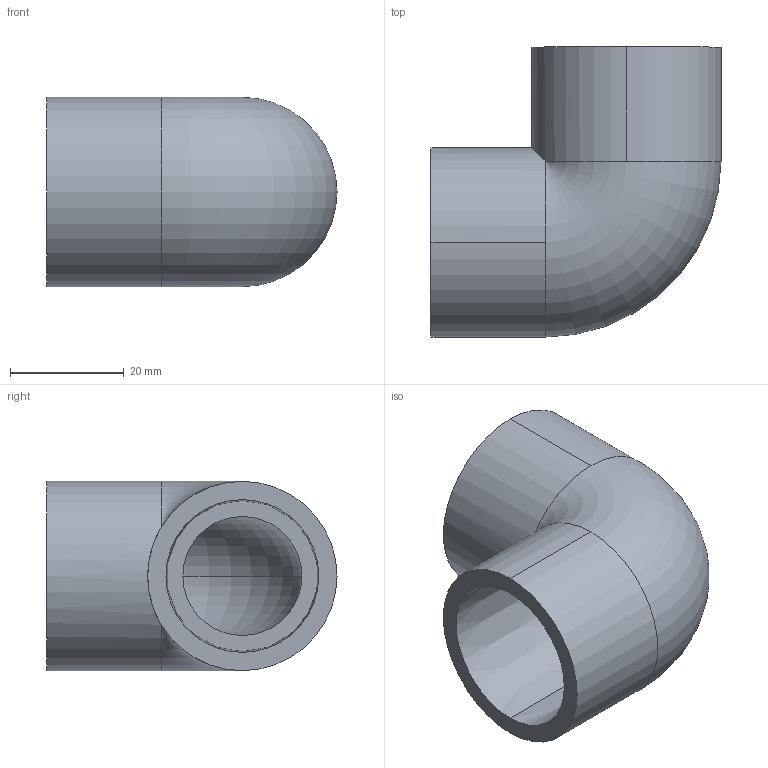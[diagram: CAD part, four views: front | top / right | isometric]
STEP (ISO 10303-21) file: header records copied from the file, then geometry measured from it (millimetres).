
FILE_DESCRIPTION (( 'STEP AP214' ), '1' );
FILE_NAME ('am-4281_2_Black 90deg PVC Elbow Black.STEP', '2020-09-09T19:31:39', ( '' ), ( '' ), 'SwSTEP 2.0', 'SolidWorks 2019', '' );
FILE_SCHEMA (( 'AUTOMOTIVE_DESIGN' ));
Length unit declared in the file: inch
Products named in the file (1): am-4281_2_Black 90deg PVC Elbow Black
Bounding box: 50.98 x 50.98 x 33.27 mm (x, y, z)
Volume: 24164.4 mm3; surface area: 12395.8 mm2
Topology: 1 solids, 1 shells, 15 faces, 35 edges, 22 vertices
Faces by surface type: cone 4, cylinder 4, plane 4, torus 3
Entity records: 475 total; most frequent: DIRECTION 88, CARTESIAN_POINT 74, ORIENTED_EDGE 66, AXIS2_PLACEMENT_3D 40, EDGE_CURVE 33, CIRCLE 24, VERTEX_POINT 22, EDGE_LOOP 19
